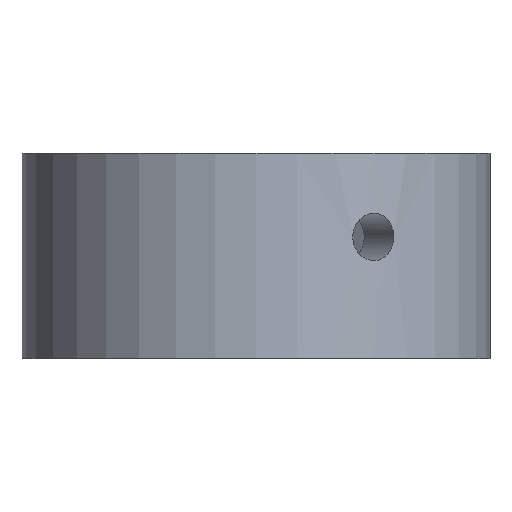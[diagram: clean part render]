
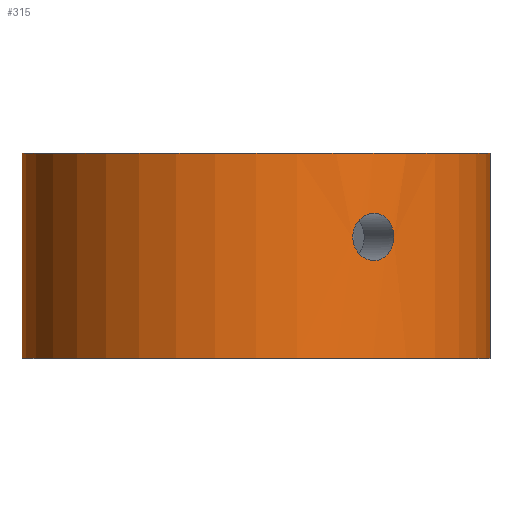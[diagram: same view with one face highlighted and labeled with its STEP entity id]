
A CAD part, top view. The second image highlights one B-rep face of the part: STEP entity #315.
In plain terms, the highlighted cylindrical face has radius 39.95 mm (diameter 79.9 mm), a full revolution.
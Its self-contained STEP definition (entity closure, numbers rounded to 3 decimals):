
#29=CIRCLE('',#339,39.95);
#36=CIRCLE('',#347,39.95);
#73=FACE_BOUND('',#116,.T.);
#74=FACE_BOUND('',#117,.T.);
#75=FACE_BOUND('',#118,.T.);
#92=FACE_OUTER_BOUND('',#115,.T.);
#115=EDGE_LOOP('',(#279));
#116=EDGE_LOOP('',(#280));
#117=EDGE_LOOP('',(#281,#282));
#118=EDGE_LOOP('',(#283));
#119=B_SPLINE_CURVE_WITH_KNOTS('',3,(#464,#465,#466,#467,#468,#469,#470,
#471,#472,#473,#474,#475,#476,#477,#478,#479,#480,#481,#482,#483,#484,#485,
#486,#487,#488,#489,#490,#491,#492,#493,#494,#495,#496,#497),
 .UNSPECIFIED.,.T.,.F.,(4,2,2,2,2,2,2,2,2,2,2,2,2,2,2,2,4),(0.,0.153,
0.305,0.458,0.611,0.763,
0.916,1.069,1.221,1.374,1.527,
1.679,1.832,1.985,2.137,2.29,
2.443),.UNSPECIFIED.);
#121=B_SPLINE_CURVE_WITH_KNOTS('',3,(#536,#537,#538,#539,#540,#541,#542,
#543,#544,#545,#546,#547,#548,#549,#550,#551,#552,#553),.UNSPECIFIED.,.F.,
 .F.,(4,2,2,2,2,2,2,2,4),(0.611,0.763,0.916,
1.069,1.221,1.374,1.527,1.679,
1.832),.UNSPECIFIED.);
#122=B_SPLINE_CURVE_WITH_KNOTS('',3,(#554,#555,#556,#557,#558,#559,#560,
#561,#562,#563,#564,#565,#566,#567,#568,#569,#570,#571,#572),
 .UNSPECIFIED.,.F.,.F.,(4,2,2,2,3,2,2,2,4),(1.832,1.985,
2.137,2.29,2.443,2.595,2.748,
2.901,3.053),.UNSPECIFIED.);
#124=VERTEX_POINT('',#463);
#126=VERTEX_POINT('',#534);
#127=VERTEX_POINT('',#535);
#153=VERTEX_POINT('',#663);
#154=VERTEX_POINT('',#672);
#155=EDGE_CURVE('',#124,#124,#119,.T.);
#157=EDGE_CURVE('',#126,#127,#121,.T.);
#158=EDGE_CURVE('',#127,#126,#122,.T.);
#184=EDGE_CURVE('',#153,#153,#29,.T.);
#191=EDGE_CURVE('',#154,#154,#36,.T.);
#279=ORIENTED_EDGE('',*,*,#184,.F.);
#280=ORIENTED_EDGE('',*,*,#155,.T.);
#281=ORIENTED_EDGE('',*,*,#157,.T.);
#282=ORIENTED_EDGE('',*,*,#158,.T.);
#283=ORIENTED_EDGE('',*,*,#191,.F.);
#298=CYLINDRICAL_SURFACE('',#360,39.95);
#315=ADVANCED_FACE('',(#92,#73,#74,#75),#298,.T.);
#339=AXIS2_PLACEMENT_3D('',#664,#417,#418);
#347=AXIS2_PLACEMENT_3D('',#673,#433,#434);
#360=AXIS2_PLACEMENT_3D('',#686,#459,#460);
#417=DIRECTION('center_axis',(0.,1.,0.));
#418=DIRECTION('ref_axis',(1.,0.,0.));
#433=DIRECTION('center_axis',(0.,-1.,0.));
#434=DIRECTION('ref_axis',(1.,0.,0.));
#459=DIRECTION('center_axis',(0.,1.,0.));
#460=DIRECTION('ref_axis',(1.,0.,0.));
#463=CARTESIAN_POINT('',(-23.521,20.713,-32.292));
#464=CARTESIAN_POINT('Ctrl Pts',(-23.521,20.713,-32.292));
#465=CARTESIAN_POINT('Ctrl Pts',(-23.521,20.205,-32.292));
#466=CARTESIAN_POINT('Ctrl Pts',(-23.439,19.662,-32.352));
#467=CARTESIAN_POINT('Ctrl Pts',(-23.101,18.664,-32.594));
#468=CARTESIAN_POINT('Ctrl Pts',(-22.846,18.209,-32.775));
#469=CARTESIAN_POINT('Ctrl Pts',(-22.251,17.49,-33.182));
#470=CARTESIAN_POINT('Ctrl Pts',(-21.872,17.179,-33.435));
#471=CARTESIAN_POINT('Ctrl Pts',(-21.029,16.765,-33.971));
#472=CARTESIAN_POINT('Ctrl Pts',(-20.566,16.663,-34.253));
#473=CARTESIAN_POINT('Ctrl Pts',(-19.687,16.663,-34.766));
#474=CARTESIAN_POINT('Ctrl Pts',(-19.213,16.765,-35.03));
#475=CARTESIAN_POINT('Ctrl Pts',(-18.331,17.179,-35.499));
#476=CARTESIAN_POINT('Ctrl Pts',(-17.924,17.49,-35.705));
#477=CARTESIAN_POINT('Ctrl Pts',(-17.277,18.209,-36.023));
#478=CARTESIAN_POINT('Ctrl Pts',(-16.994,18.664,-36.156));
#479=CARTESIAN_POINT('Ctrl Pts',(-16.618,19.662,-36.33));
#480=CARTESIAN_POINT('Ctrl Pts',(-16.524,20.205,-36.372));
#481=CARTESIAN_POINT('Ctrl Pts',(-16.524,21.222,-36.372));
#482=CARTESIAN_POINT('Ctrl Pts',(-16.618,21.765,-36.33));
#483=CARTESIAN_POINT('Ctrl Pts',(-16.994,22.763,-36.156));
#484=CARTESIAN_POINT('Ctrl Pts',(-17.277,23.218,-36.023));
#485=CARTESIAN_POINT('Ctrl Pts',(-17.924,23.937,-35.705));
#486=CARTESIAN_POINT('Ctrl Pts',(-18.331,24.248,-35.499));
#487=CARTESIAN_POINT('Ctrl Pts',(-19.213,24.662,-35.03));
#488=CARTESIAN_POINT('Ctrl Pts',(-19.687,24.763,-34.766));
#489=CARTESIAN_POINT('Ctrl Pts',(-20.566,24.763,-34.253));
#490=CARTESIAN_POINT('Ctrl Pts',(-21.029,24.662,-33.971));
#491=CARTESIAN_POINT('Ctrl Pts',(-21.872,24.248,-33.435));
#492=CARTESIAN_POINT('Ctrl Pts',(-22.251,23.937,-33.182));
#493=CARTESIAN_POINT('Ctrl Pts',(-22.846,23.218,-32.775));
#494=CARTESIAN_POINT('Ctrl Pts',(-23.101,22.763,-32.594));
#495=CARTESIAN_POINT('Ctrl Pts',(-23.439,21.765,-32.352));
#496=CARTESIAN_POINT('Ctrl Pts',(-23.521,21.222,-32.292));
#497=CARTESIAN_POINT('Ctrl Pts',(-23.521,20.713,-32.292));
#534=CARTESIAN_POINT('',(20.126,24.763,34.51));
#535=CARTESIAN_POINT('',(20.126,16.663,34.51));
#536=CARTESIAN_POINT('Ctrl Pts',(20.126,24.763,34.51));
#537=CARTESIAN_POINT('Ctrl Pts',(20.566,24.763,34.253));
#538=CARTESIAN_POINT('Ctrl Pts',(21.029,24.662,33.971));
#539=CARTESIAN_POINT('Ctrl Pts',(21.872,24.248,33.435));
#540=CARTESIAN_POINT('Ctrl Pts',(22.251,23.937,33.182));
#541=CARTESIAN_POINT('Ctrl Pts',(22.846,23.218,32.775));
#542=CARTESIAN_POINT('Ctrl Pts',(23.101,22.763,32.594));
#543=CARTESIAN_POINT('Ctrl Pts',(23.439,21.765,32.352));
#544=CARTESIAN_POINT('Ctrl Pts',(23.521,21.222,32.292));
#545=CARTESIAN_POINT('Ctrl Pts',(23.521,20.205,32.292));
#546=CARTESIAN_POINT('Ctrl Pts',(23.439,19.662,32.352));
#547=CARTESIAN_POINT('Ctrl Pts',(23.101,18.664,32.594));
#548=CARTESIAN_POINT('Ctrl Pts',(22.846,18.209,32.775));
#549=CARTESIAN_POINT('Ctrl Pts',(22.251,17.49,33.182));
#550=CARTESIAN_POINT('Ctrl Pts',(21.872,17.179,33.435));
#551=CARTESIAN_POINT('Ctrl Pts',(21.029,16.765,33.971));
#552=CARTESIAN_POINT('Ctrl Pts',(20.566,16.663,34.253));
#553=CARTESIAN_POINT('Ctrl Pts',(20.126,16.663,34.51));
#554=CARTESIAN_POINT('Ctrl Pts',(20.126,16.663,34.51));
#555=CARTESIAN_POINT('Ctrl Pts',(19.687,16.663,34.766));
#556=CARTESIAN_POINT('Ctrl Pts',(19.213,16.765,35.03));
#557=CARTESIAN_POINT('Ctrl Pts',(18.331,17.179,35.499));
#558=CARTESIAN_POINT('Ctrl Pts',(17.924,17.49,35.705));
#559=CARTESIAN_POINT('Ctrl Pts',(17.277,18.209,36.023));
#560=CARTESIAN_POINT('Ctrl Pts',(16.994,18.664,36.156));
#561=CARTESIAN_POINT('Ctrl Pts',(16.618,19.662,36.33));
#562=CARTESIAN_POINT('Ctrl Pts',(16.524,20.205,36.372));
#563=CARTESIAN_POINT('Ctrl Pts',(16.524,20.713,36.372));
#564=CARTESIAN_POINT('Ctrl Pts',(16.524,21.222,36.372));
#565=CARTESIAN_POINT('Ctrl Pts',(16.618,21.765,36.33));
#566=CARTESIAN_POINT('Ctrl Pts',(16.994,22.763,36.156));
#567=CARTESIAN_POINT('Ctrl Pts',(17.277,23.218,36.023));
#568=CARTESIAN_POINT('Ctrl Pts',(17.924,23.937,35.705));
#569=CARTESIAN_POINT('Ctrl Pts',(18.331,24.248,35.499));
#570=CARTESIAN_POINT('Ctrl Pts',(19.213,24.662,35.03));
#571=CARTESIAN_POINT('Ctrl Pts',(19.687,24.763,34.766));
#572=CARTESIAN_POINT('Ctrl Pts',(20.126,24.763,34.51));
#663=CARTESIAN_POINT('',(-39.95,35.,0.));
#664=CARTESIAN_POINT('Origin',(0.,35.,0.));
#672=CARTESIAN_POINT('',(-39.95,0.,0.));
#673=CARTESIAN_POINT('Origin',(0.,0.,0.));
#686=CARTESIAN_POINT('Origin',(0.,0.,0.));
